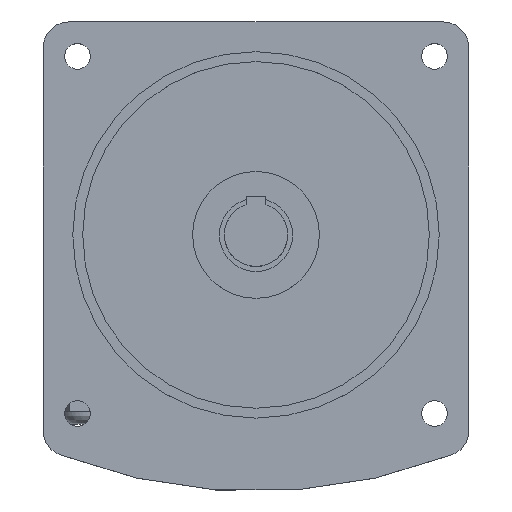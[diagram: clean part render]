
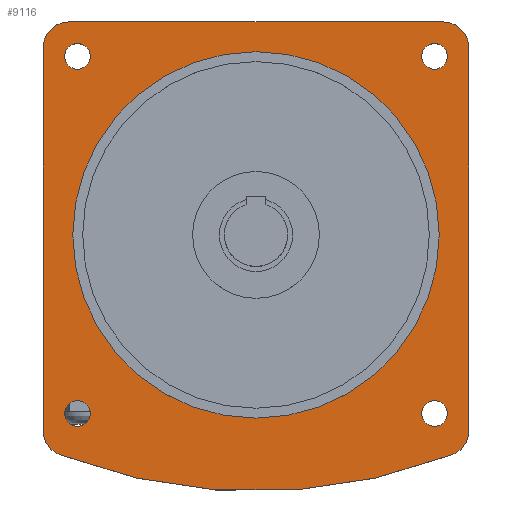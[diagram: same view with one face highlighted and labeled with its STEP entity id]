
A CAD part, top view. The second image highlights one B-rep face of the part: STEP entity #9116.
In plain terms, the highlighted planar face has unit normal (0, 0, 1).
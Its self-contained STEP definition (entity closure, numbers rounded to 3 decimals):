
#32=PLANE($,#9762);
#586=LINE($,#13386,#1664);
#587=LINE($,#13390,#1665);
#588=LINE($,#13394,#1666);
#1664=VECTOR($,#10721,193.265);
#1665=VECTOR($,#10724,189.);
#1666=VECTOR($,#10727,193.265);
#2698=FACE_BOUND($,#3374,.T.);
#2699=FACE_BOUND($,#3375,.T.);
#2700=FACE_BOUND($,#3376,.T.);
#2701=FACE_BOUND($,#3377,.T.);
#2702=FACE_BOUND($,#3378,.T.);
#2809=FACE_OUTER_BOUND($,#3373,.T.);
#3373=EDGE_LOOP($,(#6591,#6592,#6593,#6594,#6595,#6596,#6597,#6598));
#3374=EDGE_LOOP($,(#6599));
#3375=EDGE_LOOP($,(#6600));
#3376=EDGE_LOOP($,(#6601));
#3377=EDGE_LOOP($,(#6602));
#3378=EDGE_LOOP($,(#6603));
#3992=CIRCLE($,#9663,6.5);
#3994=CIRCLE($,#9666,6.5);
#3996=CIRCLE($,#9669,6.5);
#3998=CIRCLE($,#9672,6.5);
#4002=CIRCLE($,#9678,92.5);
#4077=CIRCLE($,#9763,13.);
#4078=CIRCLE($,#9764,13.);
#4079=CIRCLE($,#9765,13.);
#4080=CIRCLE($,#9766,273.642);
#4081=CIRCLE($,#9767,13.);
#4219=VERTEX_POINT($,#13066);
#4221=VERTEX_POINT($,#13071);
#4223=VERTEX_POINT($,#13076);
#4225=VERTEX_POINT($,#13081);
#4229=VERTEX_POINT($,#13091);
#4369=VERTEX_POINT($,#13384);
#4370=VERTEX_POINT($,#13385);
#4371=VERTEX_POINT($,#13387);
#4372=VERTEX_POINT($,#13389);
#4373=VERTEX_POINT($,#13391);
#4374=VERTEX_POINT($,#13393);
#4375=VERTEX_POINT($,#13395);
#4376=VERTEX_POINT($,#13397);
#5109=EDGE_CURVE($,#4219,#4219,#3992,.T.);
#5111=EDGE_CURVE($,#4221,#4221,#3994,.T.);
#5113=EDGE_CURVE($,#4223,#4223,#3996,.T.);
#5115=EDGE_CURVE($,#4225,#4225,#3998,.T.);
#5119=EDGE_CURVE($,#4229,#4229,#4002,.T.);
#5262=EDGE_CURVE($,#4369,#4370,#586,.T.);
#5263=EDGE_CURVE($,#4370,#4371,#4077,.T.);
#5264=EDGE_CURVE($,#4371,#4372,#587,.T.);
#5265=EDGE_CURVE($,#4372,#4373,#4078,.T.);
#5266=EDGE_CURVE($,#4373,#4374,#588,.T.);
#5267=EDGE_CURVE($,#4374,#4375,#4079,.T.);
#5268=EDGE_CURVE($,#4375,#4376,#4080,.T.);
#5269=EDGE_CURVE($,#4376,#4369,#4081,.T.);
#6591=ORIENTED_EDGE($,*,*,#5262,.T.);
#6592=ORIENTED_EDGE($,*,*,#5263,.T.);
#6593=ORIENTED_EDGE($,*,*,#5264,.T.);
#6594=ORIENTED_EDGE($,*,*,#5265,.T.);
#6595=ORIENTED_EDGE($,*,*,#5266,.T.);
#6596=ORIENTED_EDGE($,*,*,#5267,.T.);
#6597=ORIENTED_EDGE($,*,*,#5268,.T.);
#6598=ORIENTED_EDGE($,*,*,#5269,.T.);
#6599=ORIENTED_EDGE($,*,*,#5119,.F.);
#6600=ORIENTED_EDGE($,*,*,#5109,.F.);
#6601=ORIENTED_EDGE($,*,*,#5111,.F.);
#6602=ORIENTED_EDGE($,*,*,#5113,.F.);
#6603=ORIENTED_EDGE($,*,*,#5115,.F.);
#9116=ADVANCED_FACE($,(#2809,#2698,#2699,#2700,#2701,#2702),#32,.T.);
#9663=AXIS2_PLACEMENT_3D($,#13067,#10453,#10454);
#9666=AXIS2_PLACEMENT_3D($,#13072,#10459,#10460);
#9669=AXIS2_PLACEMENT_3D($,#13077,#10465,#10466);
#9672=AXIS2_PLACEMENT_3D($,#13082,#10471,#10472);
#9678=AXIS2_PLACEMENT_3D($,#13092,#10483,#10484);
#9762=AXIS2_PLACEMENT_3D($,#13383,#10719,#10720);
#9763=AXIS2_PLACEMENT_3D($,#13388,#10722,#10723);
#9764=AXIS2_PLACEMENT_3D($,#13392,#10725,#10726);
#9765=AXIS2_PLACEMENT_3D($,#13396,#10728,#10729);
#9766=AXIS2_PLACEMENT_3D($,#13398,#10730,#10731);
#9767=AXIS2_PLACEMENT_3D($,#13399,#10732,#10733);
#10453=DIRECTION('center_axis',(0.,0.,1.));
#10454=DIRECTION('ref_axis',(0.,1.,0.));
#10459=DIRECTION('center_axis',(0.,0.,1.));
#10460=DIRECTION('ref_axis',(-1.,0.,0.));
#10465=DIRECTION('center_axis',(0.,0.,1.));
#10466=DIRECTION('ref_axis',(0.,-1.,0.));
#10471=DIRECTION('center_axis',(0.,0.,1.));
#10472=DIRECTION('ref_axis',(1.,0.,0.));
#10483=DIRECTION('center_axis',(0.,0.,1.));
#10484=DIRECTION('ref_axis',(1.,0.,0.));
#10719=DIRECTION('center_axis',(0.,0.,1.));
#10720=DIRECTION('ref_axis',(1.,0.,0.));
#10721=DIRECTION($,(0.,1.,0.));
#10722=DIRECTION('center_axis',(0.,0.,1.));
#10723=DIRECTION('ref_axis',(1.,0.,0.));
#10724=DIRECTION($,(-1.,0.,0.));
#10725=DIRECTION('center_axis',(0.,0.,1.));
#10726=DIRECTION('ref_axis',(1.,0.,0.));
#10727=DIRECTION($,(0.,-1.,0.));
#10728=DIRECTION('center_axis',(0.,0.,1.));
#10729=DIRECTION('ref_axis',(1.,0.,0.));
#10730=DIRECTION('center_axis',(0.,0.,1.));
#10731=DIRECTION('ref_axis',(1.,0.,0.));
#10732=DIRECTION('center_axis',(0.,0.,1.));
#10733=DIRECTION('ref_axis',(1.,0.,0.));
#13066=CARTESIAN_POINT('',(-90.156,96.656,0.));
#13067=CARTESIAN_POINT('Origin',(-90.156,90.156,0.));
#13071=CARTESIAN_POINT('',(-96.656,-90.156,0.));
#13072=CARTESIAN_POINT('Origin',(-90.156,-90.156,0.));
#13076=CARTESIAN_POINT('',(90.156,-96.656,0.));
#13077=CARTESIAN_POINT('Origin',(90.156,-90.156,0.));
#13081=CARTESIAN_POINT('',(96.656,90.156,0.));
#13082=CARTESIAN_POINT('Origin',(90.156,90.156,0.));
#13091=CARTESIAN_POINT('',(-92.5,0.,0.));
#13092=CARTESIAN_POINT('Origin',(0.,0.,0.));
#13383=CARTESIAN_POINT('Origin',(0.,144.142,
0.));
#13384=CARTESIAN_POINT('',(107.5,-98.765,0.));
#13385=CARTESIAN_POINT('',(107.5,94.5,0.));
#13386=CARTESIAN_POINT($,(107.5,107.5,0.));
#13387=CARTESIAN_POINT('',(94.5,107.5,0.));
#13388=CARTESIAN_POINT('Origin',(94.5,94.5,0.));
#13389=CARTESIAN_POINT('',(-94.5,107.5,0.));
#13390=CARTESIAN_POINT($,(-107.5,107.5,0.));
#13391=CARTESIAN_POINT('',(-107.5,94.5,0.));
#13392=CARTESIAN_POINT('Origin',(-94.5,94.5,0.));
#13393=CARTESIAN_POINT('',(-107.5,-98.765,0.));
#13394=CARTESIAN_POINT($,(-107.5,107.5,0.));
#13395=CARTESIAN_POINT('',(-99.213,-110.881,0.));
#13396=CARTESIAN_POINT('Origin',(-94.5,-98.765,0.));
#13397=CARTESIAN_POINT('',(99.213,-110.881,0.));
#13398=CARTESIAN_POINT('Origin',(0.,144.142,
0.));
#13399=CARTESIAN_POINT('Origin',(94.5,-98.765,0.));
